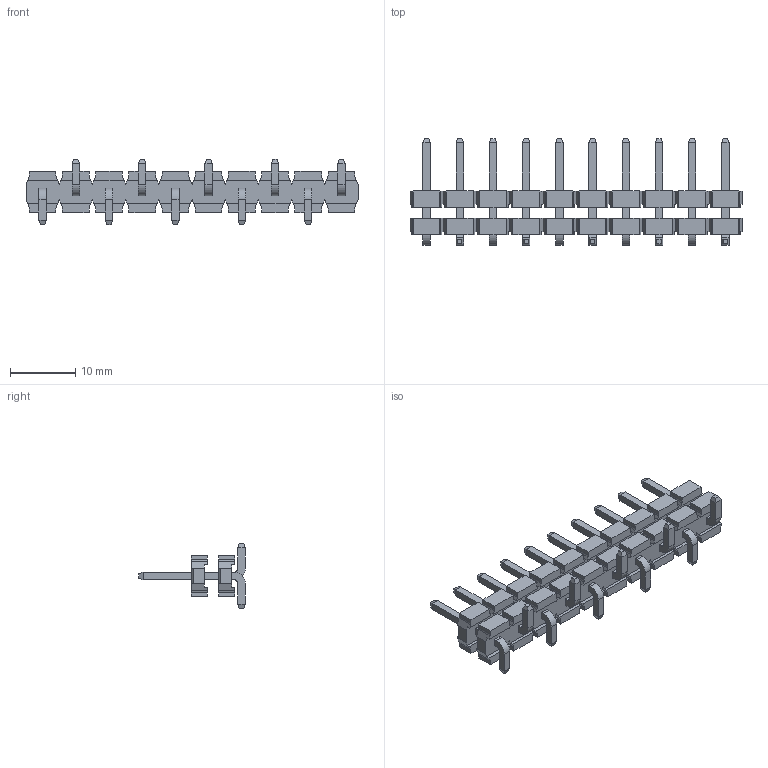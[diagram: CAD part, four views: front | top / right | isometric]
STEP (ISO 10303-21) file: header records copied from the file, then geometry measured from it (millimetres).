
FILE_DESCRIPTION( ('This file contains a STEP AP42 implementation' ,'as created by ZW3D STEP Interface translator.') ,'2;1' );
FILE_NAME( '1925-2110XXM202XXXX(毀褐弇).stp' ,'23 321.10 1 8', (''), ('ZWCAD Software Co.'), 'Version 1.0', 'ZW3D to STEP translator', '' );
FILE_SCHEMA(('AUTOMOTIVE_DESIGN { 1 0 10303 214 1 1 1 1 }'));
Length unit declared in the file: millimetre
Products named in the file (2): 0; 1925-2120XXM202XXXX(毀褐弇)
Bounding box: 50.8 x 16.29 x 10 mm (x, y, z)
Volume: 1484.1 mm3; surface area: 3132.8 mm2
Topology: 12 solids, 12 shells, 814 faces, 2156 edges, 1384 vertices
Faces by surface type: plane 714, cylinder 100
Entity records: 25569 total; most frequent: CARTESIAN_POINT 4355, ORIENTED_EDGE 4312, DIRECTION 3986, EDGE_CURVE 2156, VECTOR 1956, LINE 1956, VERTEX_POINT 1384, AXIS2_PLACEMENT_3D 1015
